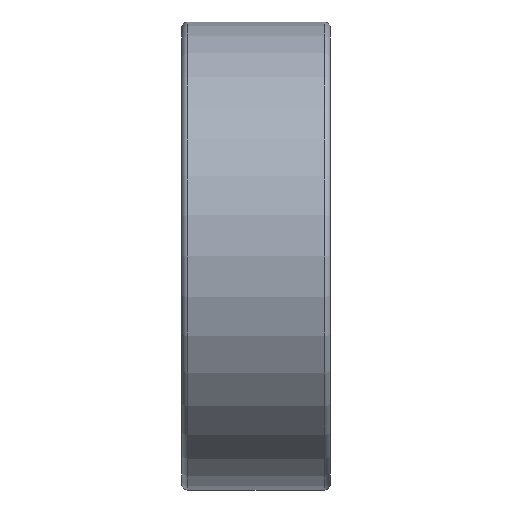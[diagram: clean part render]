
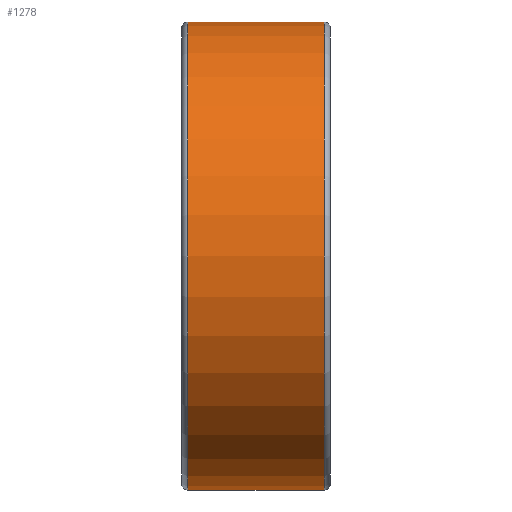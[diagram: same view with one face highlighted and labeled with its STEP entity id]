
A CAD part, front view. The second image highlights one B-rep face of the part: STEP entity #1278.
In plain terms, the highlighted cylindrical face has radius 11 mm (diameter 22 mm), a partial arc.
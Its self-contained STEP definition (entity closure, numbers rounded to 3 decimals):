
#77 = DIRECTION ( 'NONE',  ( 0., 0., -1. ) ) ;
#99 = AXIS2_PLACEMENT_3D ( 'NONE', #982, #202, #364 ) ;
#159 = LINE ( 'NONE', #2392, #1079 ) ;
#202 = DIRECTION ( 'NONE',  ( -1., 0., 0. ) ) ;
#255 = ORIENTED_EDGE ( 'NONE', *, *, #1175, .F. ) ;
#299 = ORIENTED_EDGE ( 'NONE', *, *, #1685, .T. ) ;
#352 = CIRCLE ( 'NONE', #1723, 11. ) ;
#364 = DIRECTION ( 'NONE',  ( 0., 0., -1. ) ) ;
#421 = CARTESIAN_POINT ( 'NONE',  ( 50., 0., -11. ) ) ;
#463 = LINE ( 'NONE', #421, #682 ) ;
#490 = CARTESIAN_POINT ( 'NONE',  ( 6.7, 0., 0. ) ) ;
#504 = VERTEX_POINT ( 'NONE', #1504 ) ;
#682 = VECTOR ( 'NONE', #2058, 1000. ) ;
#689 = DIRECTION ( 'NONE',  ( 0., 0., -1. ) ) ;
#959 = CARTESIAN_POINT ( 'NONE',  ( 6.7, 0., -11. ) ) ;
#982 = CARTESIAN_POINT ( 'NONE',  ( 50., 0., 0. ) ) ;
#996 = CIRCLE ( 'NONE', #1335, 11. ) ;
#1079 = VECTOR ( 'NONE', #1830, 1000. ) ;
#1175 = EDGE_CURVE ( 'NONE', #2551, #504, #463, .T. ) ;
#1278 = ADVANCED_FACE ( 'NONE', ( #1620 ), #1837, .T. ) ;
#1335 = AXIS2_PLACEMENT_3D ( 'NONE', #490, #2118, #77 ) ;
#1420 = VERTEX_POINT ( 'NONE', #2476 ) ;
#1504 = CARTESIAN_POINT ( 'NONE',  ( 0.3, 0., -11. ) ) ;
#1553 = VERTEX_POINT ( 'NONE', #2173 ) ;
#1609 = ORIENTED_EDGE ( 'NONE', *, *, #2369, .F. ) ;
#1620 = FACE_OUTER_BOUND ( 'NONE', #2084, .T. ) ;
#1685 = EDGE_CURVE ( 'NONE', #1420, #1553, #159, .T. ) ;
#1723 = AXIS2_PLACEMENT_3D ( 'NONE', #2523, #2556, #689 ) ;
#1830 = DIRECTION ( 'NONE',  ( -1., 0., 0. ) ) ;
#1837 = CYLINDRICAL_SURFACE ( 'NONE', #99, 11. ) ;
#2058 = DIRECTION ( 'NONE',  ( -1., 0., 0. ) ) ;
#2084 = EDGE_LOOP ( 'NONE', ( #1609, #299, #2622, #255 ) ) ;
#2118 = DIRECTION ( 'NONE',  ( 1., 0., 0. ) ) ;
#2173 = CARTESIAN_POINT ( 'NONE',  ( 0.3, 0., 11. ) ) ;
#2369 = EDGE_CURVE ( 'NONE', #1420, #2551, #996, .T. ) ;
#2392 = CARTESIAN_POINT ( 'NONE',  ( 50., 0., 11. ) ) ;
#2402 = EDGE_CURVE ( 'NONE', #1553, #504, #352, .T. ) ;
#2476 = CARTESIAN_POINT ( 'NONE',  ( 6.7, 0., 11. ) ) ;
#2523 = CARTESIAN_POINT ( 'NONE',  ( 0.3, 0., 0. ) ) ;
#2551 = VERTEX_POINT ( 'NONE', #959 ) ;
#2556 = DIRECTION ( 'NONE',  ( 1., 0., 0. ) ) ;
#2622 = ORIENTED_EDGE ( 'NONE', *, *, #2402, .T. ) ;
